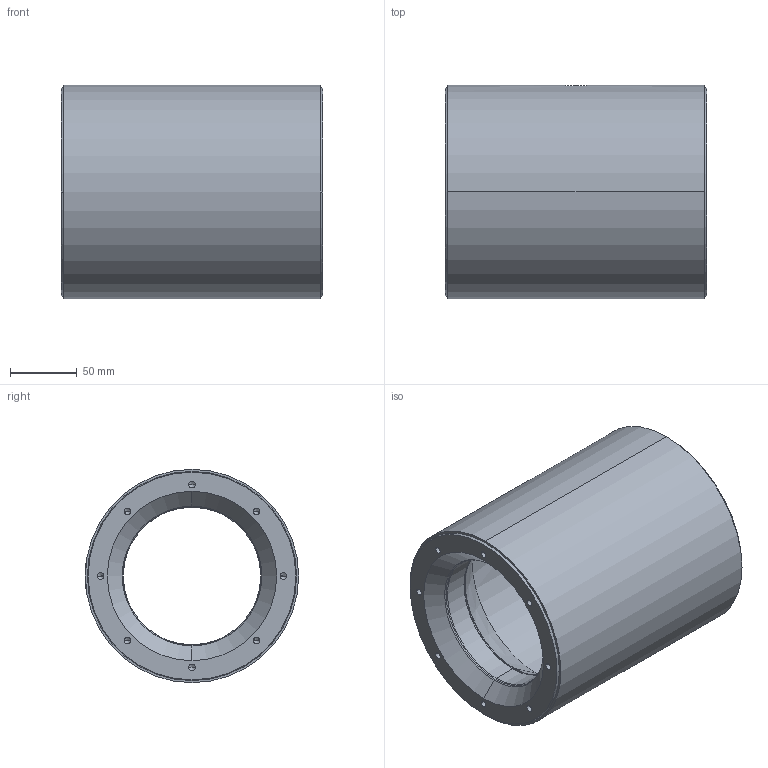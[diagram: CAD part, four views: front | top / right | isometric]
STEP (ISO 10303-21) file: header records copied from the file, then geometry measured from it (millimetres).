
FILE_DESCRIPTION((''),'2;1');
FILE_NAME('GEHUSE_QV-240-080','2020-03-22T18:49:51',('Admin'),(''),'CREO PARAMETRIC BY PTC INC, 2016510','CREO PARAMETRIC BY PTC INC, 2016510','');
FILE_SCHEMA(('CONFIG_CONTROL_DESIGN'));
Length unit declared in the file: millimetre
Products named in the file (1): GEHUSE_QV-240-080
Bounding box: 196 x 160 x 160 mm (x, y, z)
Volume: 1535479.6 mm3; surface area: 205735.7 mm2
Topology: 1 solids, 1 shells, 111 faces, 284 edges, 162 vertices
Faces by surface type: cone 46, cylinder 44, torus 16, plane 5
Entity records: 3275 total; most frequent: DIRECTION 624, CARTESIAN_POINT 588, ORIENTED_EDGE 504, AXIS2_PLACEMENT_3D 267, EDGE_CURVE 252, VERTEX_POINT 162, CIRCLE 156, EDGE_LOOP 134
